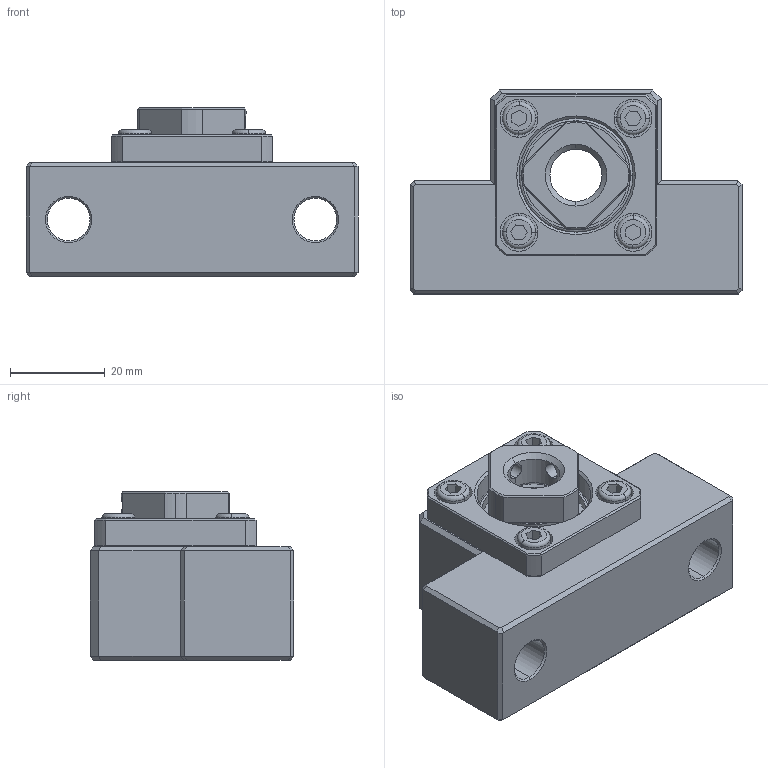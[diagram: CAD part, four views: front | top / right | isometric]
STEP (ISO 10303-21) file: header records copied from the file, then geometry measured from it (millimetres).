
FILE_DESCRIPTION (( 'STEP AP203' ), '1' );
FILE_NAME ('EK12²Õ¦X.STEP', '2017-12-28T05:23:36', ( '' ), ( '' ), 'SwSTEP 2.0', 'SolidWorks 2017', '' );
FILE_SCHEMA (( 'CONFIG_CONTROL_DESIGN' ));
Length unit declared in the file: millimetre
Products named in the file (1): EK12組合
Bounding box: 70 x 43 x 35.6 mm (x, y, z)
Surface area: 17071 mm2 (no closed solid volume)
Topology: 0 solids, 20 shells, 243 faces, 620 edges, 393 vertices
Faces by surface type: plane 103, cylinder 63, cone 39, torus 26, sphere 8, bspline 4
Entity records: 7640 total; most frequent: CARTESIAN_POINT 1791, DIRECTION 1267, ORIENTED_EDGE 1075, EDGE_CURVE 600, AXIS2_PLACEMENT_3D 477, VERTEX_POINT 381, LINE 313, VECTOR 313
